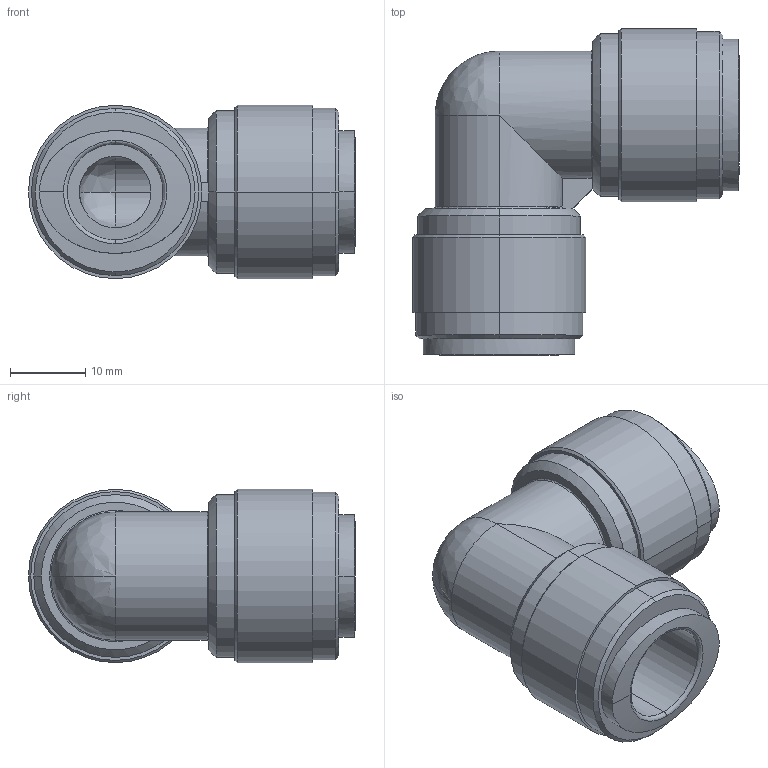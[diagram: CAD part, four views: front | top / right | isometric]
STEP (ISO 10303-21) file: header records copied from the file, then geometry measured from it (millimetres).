
FILE_DESCRIPTION (( 'STEP AP214' ), '1' );
FILE_NAME ('UL12-P.step', '2017-08-29T21:00:13', ( '' ), ( '' ), 'SwSTEP 2.0', 'SolidWorks 2017', '' );
FILE_SCHEMA (( 'AUTOMOTIVE_DESIGN' ));
Length unit declared in the file: inch
Products named in the file (1): UL12-P
Bounding box: 43.4 x 43.4 x 23 mm (x, y, z)
Volume: 13039.5 mm3; surface area: 7235.7 mm2
Topology: 1 solids, 1 shells, 70 faces, 163 edges, 97 vertices
Faces by surface type: cylinder 25, bspline 17, cone 12, plane 12, torus 4
Entity records: 3713 total; most frequent: CARTESIAN_POINT 2177, ORIENTED_EDGE 318, DIRECTION 307, EDGE_CURVE 159, AXIS2_PLACEMENT_3D 131, VERTEX_POINT 97, EDGE_LOOP 78, CIRCLE 77
